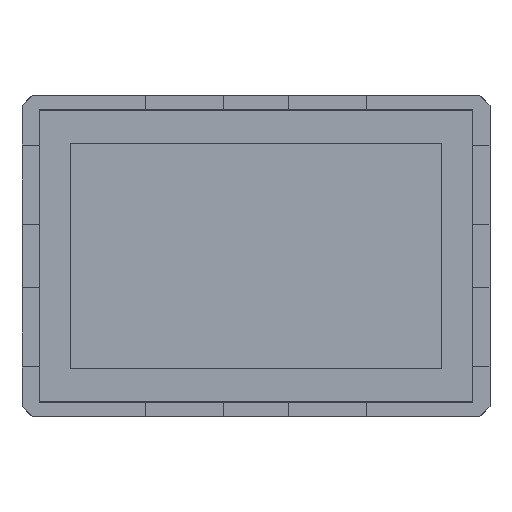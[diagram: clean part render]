
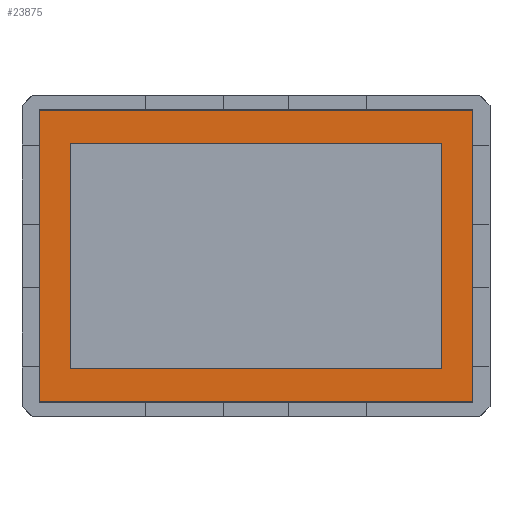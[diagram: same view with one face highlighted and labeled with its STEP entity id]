
A CAD part, front view. The second image highlights one B-rep face of the part: STEP entity #23875.
In plain terms, the highlighted planar face has unit normal (0, -1, 0).
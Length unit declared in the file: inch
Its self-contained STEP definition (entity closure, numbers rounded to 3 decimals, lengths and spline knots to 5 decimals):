
#8521=DIRECTION('',(-1.,0.,0.));
#8522=VECTOR('',#8521,55.64);
#8523=CARTESIAN_POINT('',(27.82,0.,-16.87519));
#8524=LINE('',#8523,#8522);
#8791=DIRECTION('',(1.,0.,0.));
#8792=VECTOR('',#8791,55.64);
#8793=CARTESIAN_POINT('',(-27.82,0.,16.87519));
#8794=LINE('',#8793,#8792);
#8921=DIRECTION('',(0.,0.,-1.));
#8922=VECTOR('',#8921,33.75037);
#8923=CARTESIAN_POINT('',(-27.82,0.,16.87519));
#8924=LINE('',#8923,#8922);
#9178=DIRECTION('',(0.,0.,1.));
#9179=VECTOR('',#9178,43.53);
#9180=CARTESIAN_POINT('',(-32.44656,0.,-21.765));
#9181=LINE('',#9180,#9179);
#9289=DIRECTION('',(-1.,0.,0.));
#9290=VECTOR('',#9289,64.89312);
#9291=CARTESIAN_POINT('',(32.44656,0.,21.765));
#9292=LINE('',#9291,#9290);
#9309=DIRECTION('',(0.,0.,1.));
#9310=VECTOR('',#9309,43.53);
#9311=CARTESIAN_POINT('',(32.44656,0.,-21.765));
#9312=LINE('',#9311,#9310);
#9489=DIRECTION('',(0.,0.,-1.));
#9490=VECTOR('',#9489,33.75037);
#9491=CARTESIAN_POINT('',(27.82,0.,16.87519));
#9492=LINE('',#9491,#9490);
#10133=DIRECTION('',(1.,0.,0.));
#10134=VECTOR('',#10133,64.89312);
#10135=CARTESIAN_POINT('',(-32.44656,0.,-21.765));
#10136=LINE('',#10135,#10134);
#15019=CARTESIAN_POINT('',(27.82,0.,16.87519));
#15021=VERTEX_POINT('',#15019);
#15069=CARTESIAN_POINT('',(32.44656,0.,21.765));
#15071=VERTEX_POINT('',#15069);
#15525=CARTESIAN_POINT('',(27.82,0.,-16.87519));
#15527=VERTEX_POINT('',#15525);
#15579=CARTESIAN_POINT('',(32.44656,0.,-21.765));
#15581=VERTEX_POINT('',#15579);
#16031=CARTESIAN_POINT('',(-27.82,0.,16.87519));
#16033=VERTEX_POINT('',#16031);
#16085=CARTESIAN_POINT('',(-32.44656,0.,21.765));
#16087=VERTEX_POINT('',#16085);
#16537=CARTESIAN_POINT('',(-27.82,0.,-16.87519));
#16539=VERTEX_POINT('',#16537);
#16591=CARTESIAN_POINT('',(-32.44656,0.,-21.765));
#16593=VERTEX_POINT('',#16591);
#23851=CARTESIAN_POINT('',(0.,0.,0.));
#23852=DIRECTION('',(0.,1.,0.));
#23853=DIRECTION('',(0.,0.,1.));
#23854=AXIS2_PLACEMENT_3D('',#23851,#23852,#23853);
#23855=PLANE('',#23854);
#23857=ORIENTED_EDGE('',*,*,#23856,.F.);
#23859=ORIENTED_EDGE('',*,*,#23858,.T.);
#23861=ORIENTED_EDGE('',*,*,#23860,.F.);
#23863=ORIENTED_EDGE('',*,*,#23862,.F.);
#23864=EDGE_LOOP('',(#23857,#23859,#23861,#23863));
#23865=FACE_OUTER_BOUND('',#23864,.F.);
#23867=ORIENTED_EDGE('',*,*,#23866,.F.);
#23869=ORIENTED_EDGE('',*,*,#23868,.T.);
#23870=ORIENTED_EDGE('',*,*,#23819,.F.);
#23872=ORIENTED_EDGE('',*,*,#23871,.F.);
#23873=EDGE_LOOP('',(#23867,#23869,#23870,#23872));
#23874=FACE_BOUND('',#23873,.F.);
#23875=ADVANCED_FACE('',(#23865,#23874),#23855,.F.);
#23819=EDGE_CURVE('',#15527,#16539,#8524,.T.);
#23856=EDGE_CURVE('',#16593,#15581,#10136,.T.);
#23858=EDGE_CURVE('',#16593,#16087,#9181,.T.);
#23860=EDGE_CURVE('',#15071,#16087,#9292,.T.);
#23862=EDGE_CURVE('',#15581,#15071,#9312,.T.);
#23866=EDGE_CURVE('',#16033,#15021,#8794,.T.);
#23868=EDGE_CURVE('',#16033,#16539,#8924,.T.);
#23871=EDGE_CURVE('',#15021,#15527,#9492,.T.);
